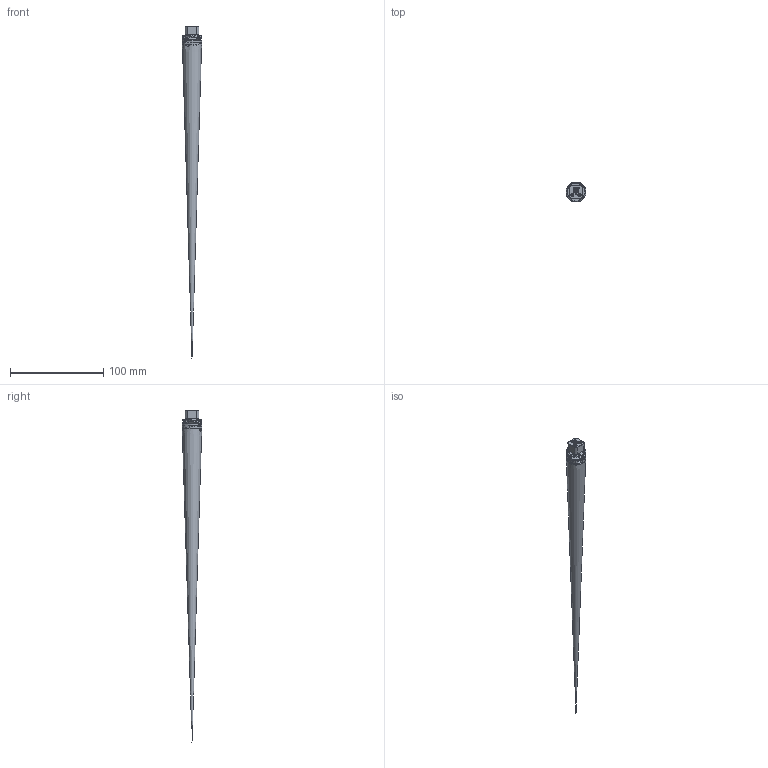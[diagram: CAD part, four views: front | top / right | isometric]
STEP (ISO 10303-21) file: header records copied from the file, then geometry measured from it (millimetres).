
FILE_DESCRIPTION(/* description */ ('CUPX-1 PLUG'),/* implementation_level */ '2;1');
FILE_NAME(/* name */ 'CUPX-1.stp',/* time_stamp */ '2021-03-01T22:34:04+05:00',/* author */ ('lsugumaran'),/* organization */ (''),/* preprocessor_version */ 'ST-DEVELOPER v18',/* originating_system */ 'Autodesk Inventor 2020',/* authorisation */ '');
FILE_SCHEMA (('AUTOMOTIVE_DESIGN { 1 0 10303 214 3 1 1 }'));
Length unit declared in the file: inch
Products named in the file (1): 12989
Bounding box: 21.34 x 21.33 x 356.71 mm (x, y, z)
Volume: 6161.9 mm3; surface area: 25485.8 mm2
Topology: 1 solids, 1 shells, 473 faces, 1268 edges, 839 vertices
Faces by surface type: plane 341, bspline 74, cylinder 33, cone 17, torus 8
Full cylindrical faces by diameter (mm): 0.331 x1, 0.395 x1, 2.898 x1, 3.556 x1, 21.336 x1
Entity records: 18349 total; most frequent: CARTESIAN_POINT 6567, ORIENTED_EDGE 2528, DIRECTION 1925, EDGE_CURVE 1264, LINE 1003, VECTOR 1003, VERTEX_POINT 837, EDGE_LOOP 517
